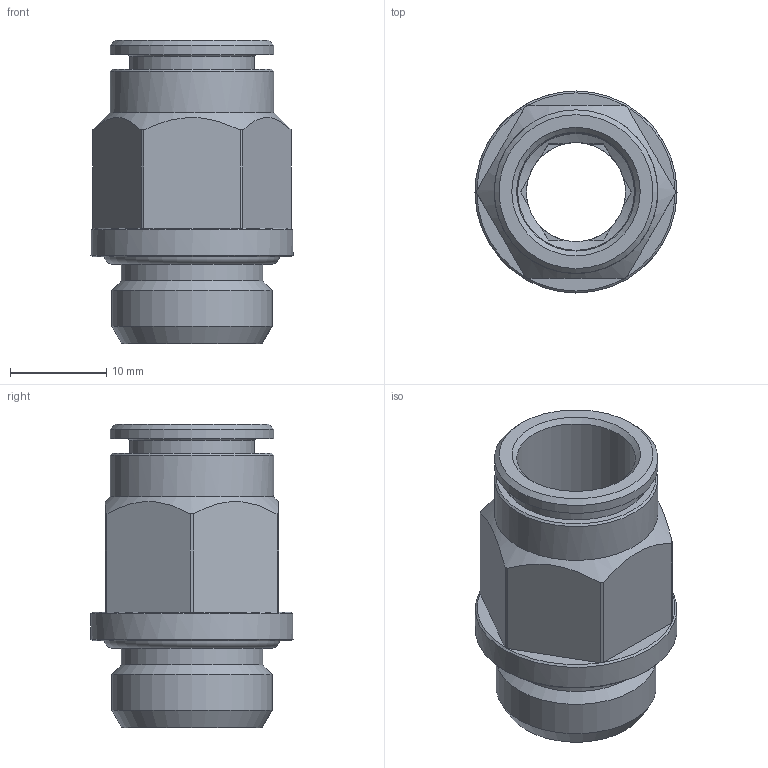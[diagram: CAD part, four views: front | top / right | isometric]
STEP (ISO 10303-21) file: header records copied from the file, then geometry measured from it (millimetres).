
FILE_DESCRIPTION(( 'RV.01.12.38.STP' ), '1');
FILE_NAME( 'RV.01.12.38.STP', '2018-10-09T16:04:26',( 'Sopra'),('sopra-pneumatic.com'), 'SwSTEP 2.0','SolidWorks 2009','' );
FILE_SCHEMA (('AUTOMOTIVE_DESIGN { 1 0 10303 214 1 1 1 1 }'));
Length unit declared in the file: millimetre
Products named in the file (4): Root; OR 14X1.78; DR12-5; R200114
Assembly tree (3 placements, depth 2):
  Root
    OR 14X1.78
    DR12-5
    R200114
Bounding box: 21 x 21 x 31.5 mm (x, y, z)
Volume: 3898.6 mm3; surface area: 4870.8 mm2
Topology: 3 solids, 3 shells, 77 faces, 179 edges, 110 vertices
Faces by surface type: plane 38, cylinder 18, cone 16, torus 5
Full cylindrical faces by diameter (mm): 10.3 x1, 12.15 x1, 12.35 x1, 13 x1, 14.5 x1, 14.7 x1, 14.75 x1, 15.2 x1, 16.662 x1, 17 x2, 21 x1
Entity records: 3353 total; most frequent: DIRECTION 386, CARTESIAN_POINT 315, PRESENTATION_STYLE_ASSIGNMENT 271, COLOUR_RGB 270, DRAUGHTING_PRE_DEFINED_CURVE_FONT 268, CURVE_STYLE 268, OVER_RIDING_STYLED_ITEM 268, ORIENTED_EDGE 268
